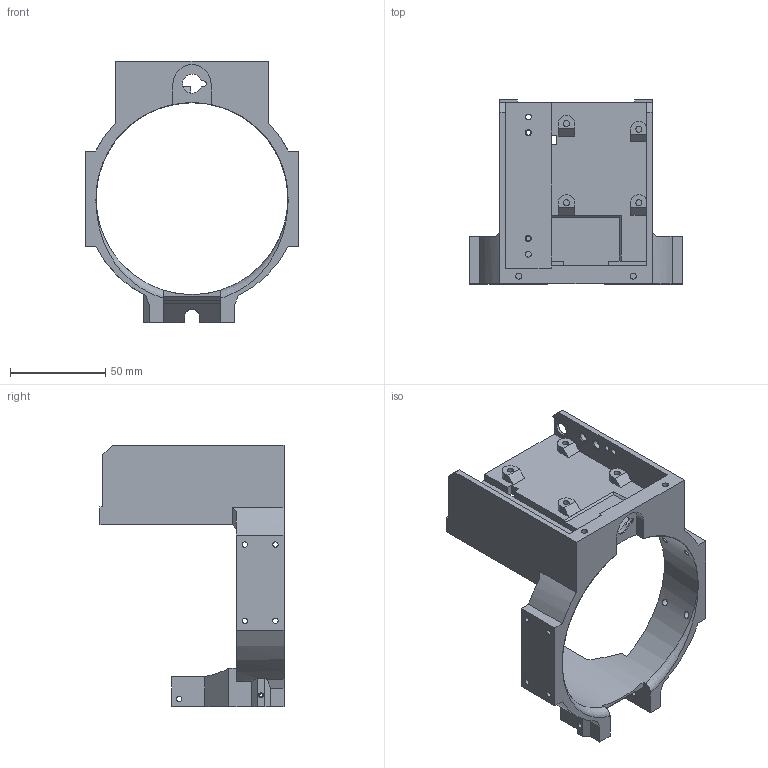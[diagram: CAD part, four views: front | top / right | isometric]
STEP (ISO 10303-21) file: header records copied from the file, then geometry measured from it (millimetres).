
FILE_DESCRIPTION(/* description */ (''),/* implementation_level */ '2;1');
FILE_NAME(/* name */ 'bottom_ring.step',/* time_stamp */ '2019-08-15T14:09:14+01:00',/* author */ (''),/* organization */ (''),/* preprocessor_version */ 'ST-DEVELOPER v18',/* originating_system */ 'Autodesk Translation Framework v8.2.0.1029',/* authorisation */ '');
FILE_SCHEMA (('AUTOMOTIVE_DESIGN { 1 0 10303 214 3 1 1 }'));
Length unit declared in the file: millimetre
Products named in the file (1): anneau_bas
Bounding box: 112 x 96.5 x 137 mm (x, y, z)
Volume: 144635 mm3; surface area: 55274.7 mm2
Topology: 1 solids, 1 shells, 198 faces, 605 edges, 430 vertices
Faces by surface type: plane 123, cylinder 69, cone 4, bspline 2
Full cylindrical faces by diameter (mm): 1.5 x1, 2.5 x4, 2.6 x3, 2.8 x8, 2.9 x2, 3 x4, 3.1 x1, 3.2 x22, 4.5 x2, 7 x1, 100.6 x1
Entity records: 9263 total; most frequent: CARTESIAN_POINT 3489, ORIENTED_EDGE 1206, DIRECTION 1193, EDGE_CURVE 603, VERTEX_POINT 430, AXIS2_PLACEMENT_3D 427, LINE 339, VECTOR 339
